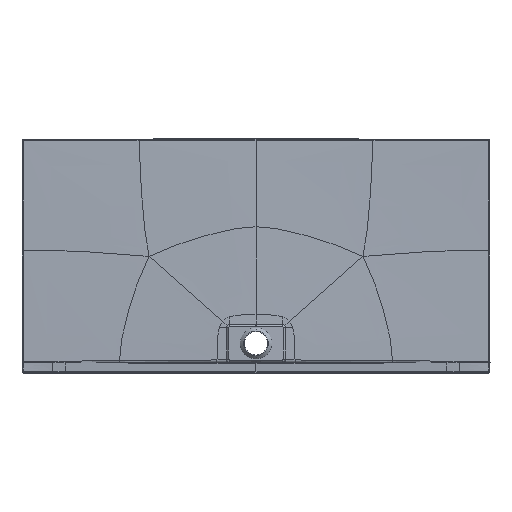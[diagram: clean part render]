
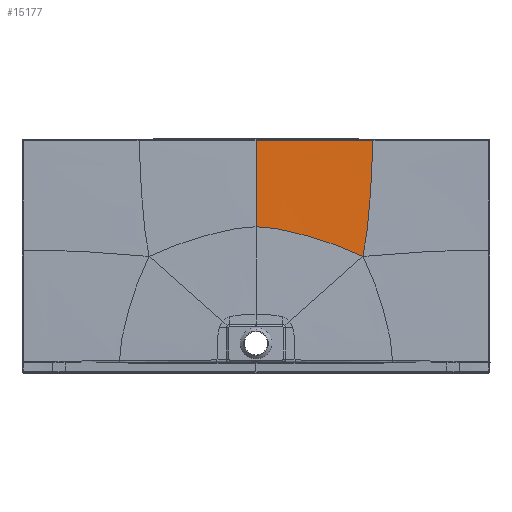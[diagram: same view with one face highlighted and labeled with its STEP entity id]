
A CAD part, front view. The second image highlights one B-rep face of the part: STEP entity #15177.
In plain terms, the highlighted free-form (B-spline) face has degree [3, 3] with [8, 10] control points.
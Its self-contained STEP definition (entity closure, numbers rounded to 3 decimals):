
#1405=CARTESIAN_POINT('',(411.35,-9.319,448.366));
#1407=CARTESIAN_POINT('',(0.,-10.899,
562.57));
#1408=CARTESIAN_POINT('',(27.639,-10.899,562.57));
#1409=CARTESIAN_POINT('',(87.036,-10.785,555.921));
#1410=CARTESIAN_POINT('',(186.107,-10.418,531.692));
#1411=CARTESIAN_POINT('',(275.729,-10.056,503.995));
#1412=CARTESIAN_POINT('',(351.867,-9.688,475.462));
#1413=CARTESIAN_POINT('',(391.353,-9.453,458.035));
#1414=CARTESIAN_POINT('',(411.35,-9.319,448.366));
#3888=CARTESIAN_POINT('',(449.992,-3.052,894.979));
#3911=CARTESIAN_POINT('',(0.002,-3.119,
894.953));
#3912=CARTESIAN_POINT('',(13.837,-3.119,894.953));
#3913=CARTESIAN_POINT('',(43.345,-3.118,894.953));
#3914=CARTESIAN_POINT('',(92.584,-3.115,894.955));
#3915=CARTESIAN_POINT('',(148.444,-3.108,894.957));
#3916=CARTESIAN_POINT('',(211.564,-3.099,894.961));
#3917=CARTESIAN_POINT('',(282.77,-3.086,894.966));
#3918=CARTESIAN_POINT('',(361.666,-3.07,894.972));
#3919=CARTESIAN_POINT('',(419.665,-3.058,894.977));
#3920=CARTESIAN_POINT('',(449.992,-3.052,894.979));
#3922=CARTESIAN_POINT('',(449.992,-3.052,894.979));
#3923=CARTESIAN_POINT('',(449.888,-3.371,864.739));
#3924=CARTESIAN_POINT('',(447.722,-4.141,801.575));
#3925=CARTESIAN_POINT('',(442.307,-5.346,715.581));
#3926=CARTESIAN_POINT('',(436.579,-6.45,638.212));
#3927=CARTESIAN_POINT('',(431.034,-7.337,576.631));
#3928=CARTESIAN_POINT('',(424.531,-8.131,523.179));
#3929=CARTESIAN_POINT('',(417.631,-8.799,480.232));
#3930=CARTESIAN_POINT('',(413.553,-9.144,458.925));
#3931=CARTESIAN_POINT('',(411.35,-9.319,448.366));
#3933=DIRECTION('',(0.,-0.023,-1.));
#3934=VECTOR('',#3933,332.474);
#3935=CARTESIAN_POINT('',(0.002,-3.119,
894.953));
#3936=LINE('',#3935,#3934);
#4469=VERTEX_POINT('',#1405);
#4582=VERTEX_POINT('',#3888);
#4604=CARTESIAN_POINT('',(0.,-10.899,
562.57));
#4606=VERTEX_POINT('',#4604);
#4607=CARTESIAN_POINT('',(0.002,-3.119,
894.953));
#4608=VERTEX_POINT('',#4607);
#15088=CARTESIAN_POINT('',(-4.608,-3.024,
899.026));
#15089=CARTESIAN_POINT('',(-4.607,-3.674,
871.249));
#15090=CARTESIAN_POINT('',(-4.511,-4.982,
815.346));
#15091=CARTESIAN_POINT('',(-4.212,-6.62,
745.379));
#15092=CARTESIAN_POINT('',(-3.929,-7.936,
689.126));
#15093=CARTESIAN_POINT('',(-3.718,-8.924,
646.936));
#15094=CARTESIAN_POINT('',(-3.561,-9.747,
611.776));
#15095=CARTESIAN_POINT('',(-3.45,-10.428,
582.676));
#15096=CARTESIAN_POINT('',(-3.401,-10.78,
567.64));
#15097=CARTESIAN_POINT('',(-3.377,-10.967,
559.636));
#15098=CARTESIAN_POINT('',(34.428,-3.024,
899.027));
#15099=CARTESIAN_POINT('',(34.42,-3.675,
871.254));
#15100=CARTESIAN_POINT('',(33.704,-4.985,
815.365));
#15101=CARTESIAN_POINT('',(31.458,-6.625,
745.438));
#15102=CARTESIAN_POINT('',(29.327,-7.942,
689.239));
#15103=CARTESIAN_POINT('',(27.733,-8.93,
647.099));
#15104=CARTESIAN_POINT('',(26.541,-9.752,
611.99));
#15105=CARTESIAN_POINT('',(25.7,-10.433,
582.933));
#15106=CARTESIAN_POINT('',(25.324,-10.785,
567.918));
#15107=CARTESIAN_POINT('',(25.142,-10.972,
559.925));
#15108=CARTESIAN_POINT('',(110.964,-3.023,
899.019));
#15109=CARTESIAN_POINT('',(110.938,-3.651,
871.128));
#15110=CARTESIAN_POINT('',(108.718,-4.917,
814.916));
#15111=CARTESIAN_POINT('',(102.066,-6.512,
744.07));
#15112=CARTESIAN_POINT('',(96.103,-7.81,
686.632));
#15113=CARTESIAN_POINT('',(91.85,-8.793,
643.312));
#15114=CARTESIAN_POINT('',(88.853,-9.62,
607.055));
#15115=CARTESIAN_POINT('',(86.828,-10.311,
577.014));
#15116=CARTESIAN_POINT('',(85.95,-10.669,
561.497));
#15117=CARTESIAN_POINT('',(85.527,-10.86,
553.243));
#15118=CARTESIAN_POINT('',(224.999,-3.02,
898.995));
#15119=CARTESIAN_POINT('',(224.956,-3.561,
870.733));
#15120=CARTESIAN_POINT('',(221.172,-4.668,
813.488));
#15121=CARTESIAN_POINT('',(210.396,-6.12,
739.412));
#15122=CARTESIAN_POINT('',(201.259,-7.358,
677.409));
#15123=CARTESIAN_POINT('',(195.005,-8.329,
629.647));
#15124=CARTESIAN_POINT('',(190.753,-9.179,
588.985));
#15125=CARTESIAN_POINT('',(187.85,-9.905,
555.106));
#15126=CARTESIAN_POINT('',(186.53,-10.287,
537.596));
#15127=CARTESIAN_POINT('',(185.862,-10.493,
528.304));
#15128=CARTESIAN_POINT('',(318.749,-3.017,
898.961));
#15129=CARTESIAN_POINT('',(318.705,-3.466,
870.066));
#15130=CARTESIAN_POINT('',(314.778,-4.425,
811.275));
#15131=CARTESIAN_POINT('',(303.919,-5.764,
733.285));
#15132=CARTESIAN_POINT('',(294.645,-6.955,
666.101));
#15133=CARTESIAN_POINT('',(288.024,-7.915,
613.42));
#15134=CARTESIAN_POINT('',(282.939,-8.775,
568.01));
#15135=CARTESIAN_POINT('',(278.76,-9.523,
530.105));
#15136=CARTESIAN_POINT('',(276.527,-9.92,
510.568));
#15137=CARTESIAN_POINT('',(275.276,-10.134,
500.222));
#15138=CARTESIAN_POINT('',(394.96,-3.014,
898.907));
#15139=CARTESIAN_POINT('',(394.925,-3.391,
868.835));
#15140=CARTESIAN_POINT('',(391.785,-4.243,
807.471));
#15141=CARTESIAN_POINT('',(383.371,-5.514,
724.768));
#15142=CARTESIAN_POINT('',(375.711,-6.662,
652.224));
#15143=CARTESIAN_POINT('',(369.531,-7.593,
594.758));
#15144=CARTESIAN_POINT('',(363.639,-8.431,
544.948));
#15145=CARTESIAN_POINT('',(357.825,-9.16,
503.46));
#15146=CARTESIAN_POINT('',(354.363,-9.549,
482.133));
#15147=CARTESIAN_POINT('',(352.38,-9.758,
470.903));
#15148=CARTESIAN_POINT('',(433.671,-3.013,
898.868));
#15149=CARTESIAN_POINT('',(433.644,-3.354,
867.862));
#15150=CARTESIAN_POINT('',(431.165,-4.156,
804.517));
#15151=CARTESIAN_POINT('',(424.731,-5.396,
718.648));
#15152=CARTESIAN_POINT('',(418.39,-6.516,
642.817));
#15153=CARTESIAN_POINT('',(412.642,-7.419,
582.527));
#15154=CARTESIAN_POINT('',(406.327,-8.228,
530.212));
#15155=CARTESIAN_POINT('',(399.565,-8.932,
486.681));
#15156=CARTESIAN_POINT('',(395.453,-9.309,
464.389));
#15157=CARTESIAN_POINT('',(393.032,-9.512,
452.609));
#15158=CARTESIAN_POINT('',(453.632,-3.012,
898.843));
#15159=CARTESIAN_POINT('',(453.61,-3.335,
867.248));
#15160=CARTESIAN_POINT('',(451.513,-4.113,
802.662));
#15161=CARTESIAN_POINT('',(446.214,-5.334,
714.906));
#15162=CARTESIAN_POINT('',(440.622,-6.435,
637.198));
#15163=CARTESIAN_POINT('',(435.121,-7.319,
575.332));
#15164=CARTESIAN_POINT('',(428.577,-8.109,
521.628));
#15165=CARTESIAN_POINT('',(421.354,-8.798,
476.997));
#15166=CARTESIAN_POINT('',(416.883,-9.166,
454.123));
#15167=CARTESIAN_POINT('',(414.292,-9.366,
442.088));
#15168=B_SPLINE_SURFACE_WITH_KNOTS('',3,3,((#15088,#15089,#15090,#15091,#15092,
#15093,#15094,#15095,#15096,#15097),(#15098,#15099,#15100,#15101,#15102,#15103,
#15104,#15105,#15106,#15107),(#15108,#15109,#15110,#15111,#15112,#15113,#15114,
#15115,#15116,#15117),(#15118,#15119,#15120,#15121,#15122,#15123,#15124,#15125,
#15126,#15127),(#15128,#15129,#15130,#15131,#15132,#15133,#15134,#15135,#15136,
#15137),(#15138,#15139,#15140,#15141,#15142,#15143,#15144,#15145,#15146,#15147),
(#15148,#15149,#15150,#15151,#15152,#15153,#15154,#15155,#15156,#15157),(#15158,
#15159,#15160,#15161,#15162,#15163,#15164,#15165,#15166,#15167)),.UNSPECIFIED.,
.F.,.F.,.F.,(4,1,1,1,1,4),(4,1,1,1,1,1,1,4),(-0.005,0.125,0.25,
0.375,0.438,0.504),(0.002,0.125,0.25,0.313,
0.375,0.438,0.469,0.504),.UNSPECIFIED.);
#15170=ORIENTED_EDGE('',*,*,#15169,.F.);
#15172=ORIENTED_EDGE('',*,*,#15171,.T.);
#15173=ORIENTED_EDGE('',*,*,#15080,.T.);
#15174=ORIENTED_EDGE('',*,*,#8116,.F.);
#15175=EDGE_LOOP('',(#15170,#15172,#15173,#15174));
#15176=FACE_OUTER_BOUND('',#15175,.F.);
#15177=ADVANCED_FACE('',(#15176),#15168,.F.);
#1415=B_SPLINE_CURVE_WITH_KNOTS('',3,(#1407,#1408,#1409,#1410,#1411,#1412,#1413,
#1414),.UNSPECIFIED.,.F.,.F.,(4,1,1,1,1,4),(0.,0.25,0.5,0.75,0.875,
1.),.UNSPECIFIED.);
#3921=B_SPLINE_CURVE_WITH_KNOTS('',3,(#3911,#3912,#3913,#3914,#3915,#3916,#3917,
#3918,#3919,#3920),.UNSPECIFIED.,.F.,.F.,(4,1,1,1,1,1,1,4),(0.,
0.143,0.286,0.429,0.571,
0.714,0.857,1.),.UNSPECIFIED.);
#3932=B_SPLINE_CURVE_WITH_KNOTS('',3,(#3922,#3923,#3924,#3925,#3926,#3927,#3928,
#3929,#3930,#3931),.UNSPECIFIED.,.F.,.F.,(4,1,1,1,1,1,1,4),(0.,
0.24,0.493,0.62,0.747,
0.873,0.937,1.),.UNSPECIFIED.);
#8116=EDGE_CURVE('',#4606,#4469,#1415,.T.);
#15080=EDGE_CURVE('',#4582,#4469,#3932,.T.);
#15169=EDGE_CURVE('',#4608,#4606,#3936,.T.);
#15171=EDGE_CURVE('',#4608,#4582,#3921,.T.);
